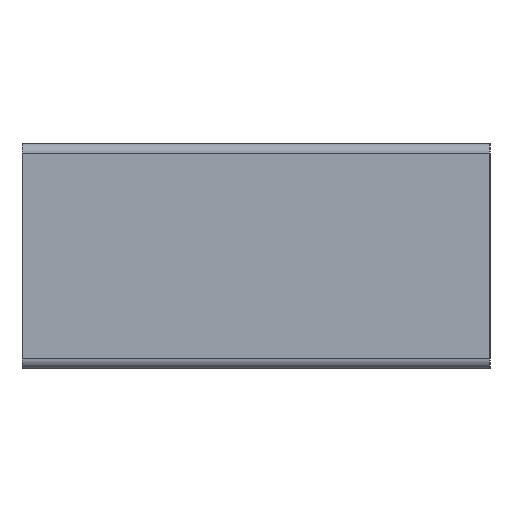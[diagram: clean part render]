
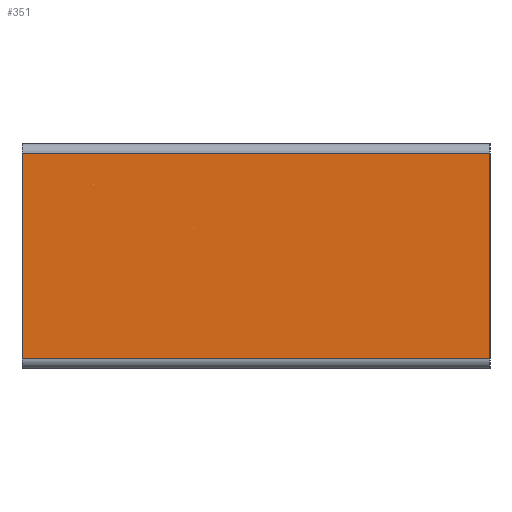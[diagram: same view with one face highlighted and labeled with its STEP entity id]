
A CAD part, left-side view. The second image highlights one B-rep face of the part: STEP entity #351.
In plain terms, the highlighted planar face has unit normal (-1, 0, 0).
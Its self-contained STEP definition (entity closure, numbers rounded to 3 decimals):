
#72 = VERTEX_POINT('',#73);
#73 = CARTESIAN_POINT('',(-1.,-0.625,0.025));
#80 = EDGE_CURVE('',#72,#81,#83,.T.);
#81 = VERTEX_POINT('',#82);
#82 = CARTESIAN_POINT('',(-1.,-0.625,0.575));
#83 = LINE('',#84,#85);
#84 = CARTESIAN_POINT('',(-1.,-0.625,0.));
#85 = VECTOR('',#86,1.);
#86 = DIRECTION('',(0.,0.,1.));
#307 = VERTEX_POINT('',#308);
#308 = CARTESIAN_POINT('',(-1.,0.625,0.025));
#315 = EDGE_CURVE('',#307,#72,#316,.T.);
#316 = LINE('',#317,#318);
#317 = CARTESIAN_POINT('',(-1.,0.625,0.025));
#318 = VECTOR('',#319,1.);
#319 = DIRECTION('',(0.,-1.,0.));
#351 = ADVANCED_FACE('',(#352),#370,.T.);
#352 = FACE_BOUND('',#353,.T.);
#353 = EDGE_LOOP('',(#354,#362,#363,#364));
#354 = ORIENTED_EDGE('',*,*,#355,.F.);
#355 = EDGE_CURVE('',#307,#356,#358,.T.);
#356 = VERTEX_POINT('',#357);
#357 = CARTESIAN_POINT('',(-1.,0.625,0.575));
#358 = LINE('',#359,#360);
#359 = CARTESIAN_POINT('',(-1.,0.625,0.));
#360 = VECTOR('',#361,1.);
#361 = DIRECTION('',(0.,0.,1.));
#362 = ORIENTED_EDGE('',*,*,#315,.T.);
#363 = ORIENTED_EDGE('',*,*,#80,.T.);
#364 = ORIENTED_EDGE('',*,*,#365,.F.);
#365 = EDGE_CURVE('',#356,#81,#366,.T.);
#366 = LINE('',#367,#368);
#367 = CARTESIAN_POINT('',(-1.,0.625,0.575));
#368 = VECTOR('',#369,1.);
#369 = DIRECTION('',(0.,-1.,0.));
#370 = PLANE('',#371);
#371 = AXIS2_PLACEMENT_3D('',#372,#373,#374);
#372 = CARTESIAN_POINT('',(-1.,0.625,0.));
#373 = DIRECTION('',(-1.,0.,0.));
#374 = DIRECTION('',(0.,0.,1.));
